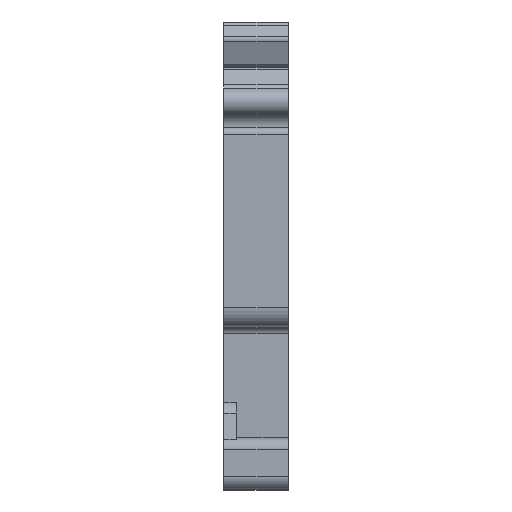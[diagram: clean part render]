
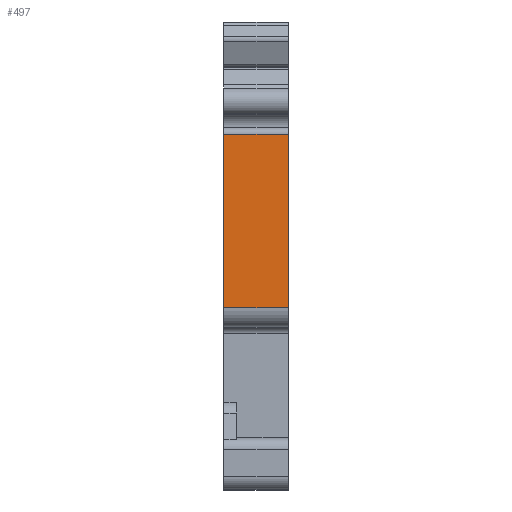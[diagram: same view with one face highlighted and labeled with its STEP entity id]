
A CAD part, left-side view. The second image highlights one B-rep face of the part: STEP entity #497.
In plain terms, the highlighted planar face has unit normal (-1, 0, 0).
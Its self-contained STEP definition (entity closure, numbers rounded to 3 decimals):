
#497 = ADVANCED_FACE( '', ( #1088 ), #1089, .T. );
#1088 = FACE_OUTER_BOUND( '', #1773, .T. );
#1089 = PLANE( '', #1774 );
#1773 = EDGE_LOOP( '', ( #3270, #3271, #3272, #3273 ) );
#1774 = AXIS2_PLACEMENT_3D( '', #3274, #3275, #3276 );
#3270 = ORIENTED_EDGE( '', *, *, #4600, .F. );
#3271 = ORIENTED_EDGE( '', *, *, #4335, .F. );
#3272 = ORIENTED_EDGE( '', *, *, #4825, .T. );
#3273 = ORIENTED_EDGE( '', *, *, #4826, .T. );
#3274 = CARTESIAN_POINT( '', ( -37., 5., 9.356 ) );
#3275 = DIRECTION( '', ( -1., 0., 0. ) );
#3276 = DIRECTION( '', ( 0., 0., 1. ) );
#4335 = EDGE_CURVE( '', #5287, #5283, #5289, .T. );
#4600 = EDGE_CURVE( '', #5283, #5736, #5737, .T. );
#4825 = EDGE_CURVE( '', #5287, #6047, #6048, .T. );
#4826 = EDGE_CURVE( '', #6047, #5736, #6049, .T. );
#5283 = VERTEX_POINT( '', #6619 );
#5287 = VERTEX_POINT( '', #6624 );
#5289 = LINE( '', #6626, #6627 );
#5736 = VERTEX_POINT( '', #7221 );
#5737 = LINE( '', #7222, #7223 );
#6047 = VERTEX_POINT( '', #7641 );
#6048 = LINE( '', #7642, #7643 );
#6049 = LINE( '', #7644, #7645 );
#6619 = CARTESIAN_POINT( '', ( -37., 0., 9.356 ) );
#6624 = CARTESIAN_POINT( '', ( -37., 5., 9.356 ) );
#6626 = CARTESIAN_POINT( '', ( -37., 5., 9.356 ) );
#6627 = VECTOR( '', #8181, 1000. );
#7221 = CARTESIAN_POINT( '', ( -37., 0., -4. ) );
#7222 = CARTESIAN_POINT( '', ( -37., 0., 9.356 ) );
#7223 = VECTOR( '', #8557, 1000. );
#7641 = CARTESIAN_POINT( '', ( -37., 5., -4. ) );
#7642 = CARTESIAN_POINT( '', ( -37., 5., 9.356 ) );
#7643 = VECTOR( '', #8828, 1000. );
#7644 = CARTESIAN_POINT( '', ( -37., 5., -4. ) );
#7645 = VECTOR( '', #8829, 1000. );
#8181 = DIRECTION( '', ( 0., -1., 0. ) );
#8557 = DIRECTION( '', ( 0., 0., -1. ) );
#8828 = DIRECTION( '', ( 0., 0., -1. ) );
#8829 = DIRECTION( '', ( 0., -1., 0. ) );
